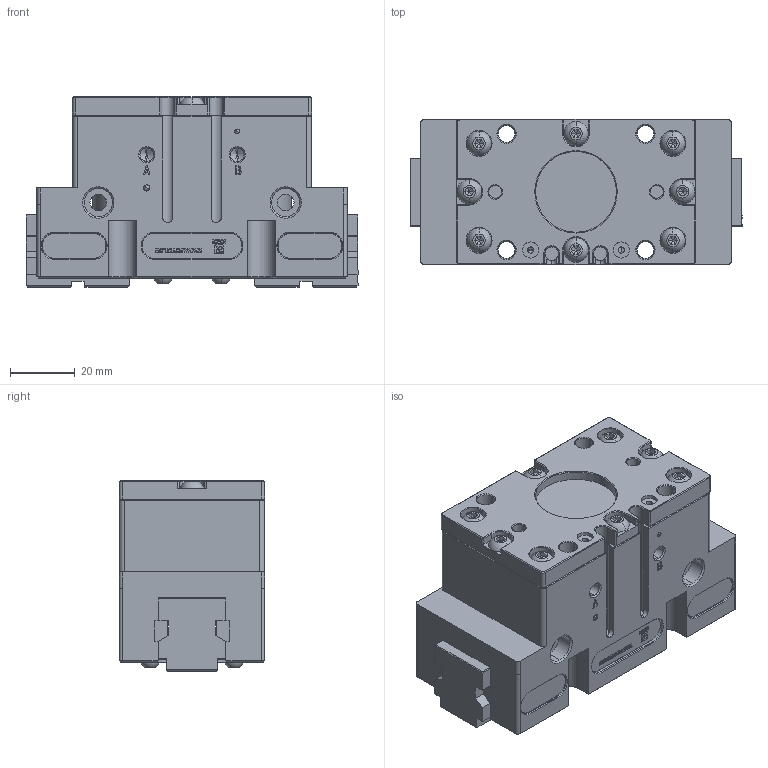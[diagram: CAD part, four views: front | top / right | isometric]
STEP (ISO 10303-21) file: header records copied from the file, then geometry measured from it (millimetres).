
FILE_DESCRIPTION (( 'STEP AP203' ), '1' );
FILE_NAME ('FY30-30C軞傖.STEP', '2022-08-08T05:50:11', ( 'User' ), ( 'Microsoft' ), 'SwSTEP 2.0', 'SolidWorks 2015', '' );
FILE_SCHEMA (( 'CONFIG_CONTROL_DESIGN' ));
Length unit declared in the file: millimetre
Products named in the file (13): 2.0; hexagon socket button head screws gb_GB_SOCKET_TYPE7 M3X6-N; FY30-30C軞傖; 导轨款两爪D30导轨标准款; hexagon socket head cap screws gb_GB_FASTENER_SCREWS_HSHCS M3X8-N; hex socket set screws with flat point gb_GB_FASTENER_SCREWS_HSFP M3X8-N; FY30-30C祥凄詩猾裔-傻; FY30-30C祥凄詩猾裔-酗; FY30-30-C褲极; FY30-30C綴裔; FY30-30-C賑輸; hexagon socket button head screws gb_GB_SOCKET_TYPE7 M4X12-N; 气动开式两爪FY30-30-B前盖
Assembly tree (49 placements, depth 2):
  FY30-30C軞傖
    FY30-30-C褲极
    FY30-30-C賑輸  x2
    气动开式两爪FY30-30-B前盖
    hexagon socket button head screws gb_GB_SOCKET_TYPE7 M3X6-N  x4
    导轨款两爪D30导轨标准款  x2
    hexagon socket head cap screws gb_GB_FASTENER_SCREWS_HSHCS M3X8-N  x12
    hex socket set screws with flat point gb_GB_FASTENER_SCREWS_HSFP M3X8-N  x10
    FY30-30C祥凄詩猾裔-傻  x4
    FY30-30C祥凄詩猾裔-酗  x2
    FY30-30C綴裔
    hexagon socket button head screws gb_GB_SOCKET_TYPE7 M4X12-N  x8
    2.0  x2
Bounding box: 102.77 x 45 x 59.1 mm (x, y, z)
Volume: 195398.2 mm3; surface area: 67876.9 mm2
Topology: 49 solids, 49 shells, 2718 faces, 6625 edges, 4129 vertices
Faces by surface type: plane 1498, cylinder 469, cone 405, bspline 294, sphere 28, torus 24
Entity records: 56372 total; most frequent: CARTESIAN_POINT 19411, ORIENTED_EDGE 7228, DIRECTION 6865, EDGE_CURVE 3614, VECTOR 2363, LINE 2363, VERTEX_POINT 2289, AXIS2_PLACEMENT_3D 2251
